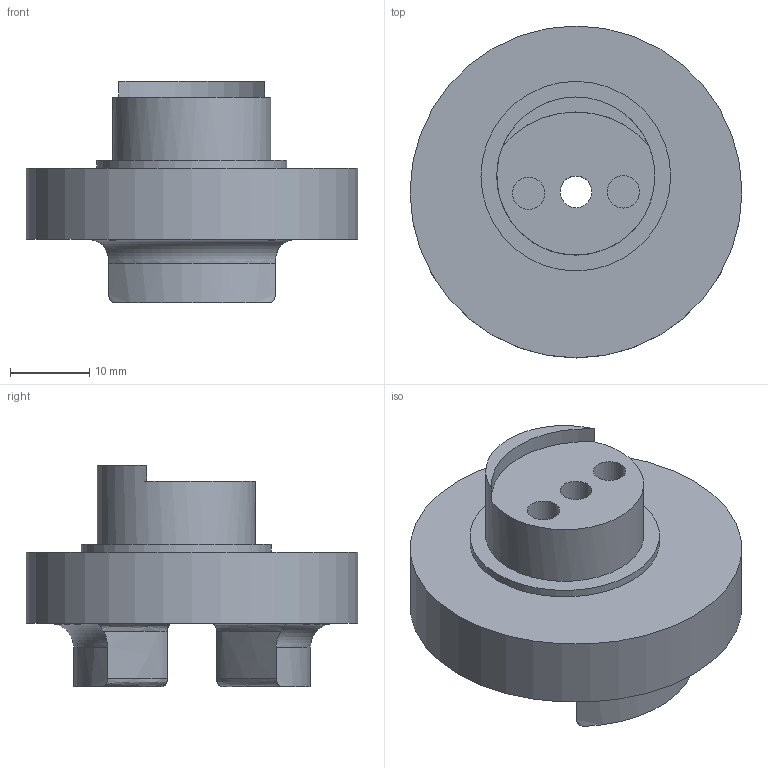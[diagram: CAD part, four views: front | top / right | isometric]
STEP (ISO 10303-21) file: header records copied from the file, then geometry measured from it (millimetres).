
FILE_DESCRIPTION(/* description */ (''),/* implementation_level */ '2;1');
FILE_NAME(/* name */ 'Motor Coupler-Gear_v4.step',/* time_stamp */ '2023-12-13T12:03:46-06:00',/* author */ (''),/* organization */ (''),/* preprocessor_version */ 'ST-DEVELOPER v20',/* originating_system */ 'Autodesk Translation Framework v12.14.0.127',/* authorisation */ '');
FILE_SCHEMA (('AUTOMOTIVE_DESIGN { 1 0 10303 214 3 1 1 }'));
Length unit declared in the file: millimetre
Products named in the file (1): Motor Coupler-Gear
Bounding box: 42 x 42 x 28 mm (x, y, z)
Volume: 17578.4 mm3; surface area: 5780.2 mm2
Topology: 1 solids, 1 shells, 39 faces, 96 edges, 64 vertices
Faces by surface type: plane 16, bspline 12, cylinder 9, torus 2
Full cylindrical faces by diameter (mm): 4 x1, 4.1 x2, 20 x1, 24 x1, 42 x1
Entity records: 2092 total; most frequent: CARTESIAN_POINT 1227, ORIENTED_EDGE 192, DIRECTION 130, EDGE_CURVE 96, VERTEX_POINT 64, AXIS2_PLACEMENT_3D 50, EDGE_LOOP 46, B_SPLINE_CURVE_WITH_KNOTS 44
